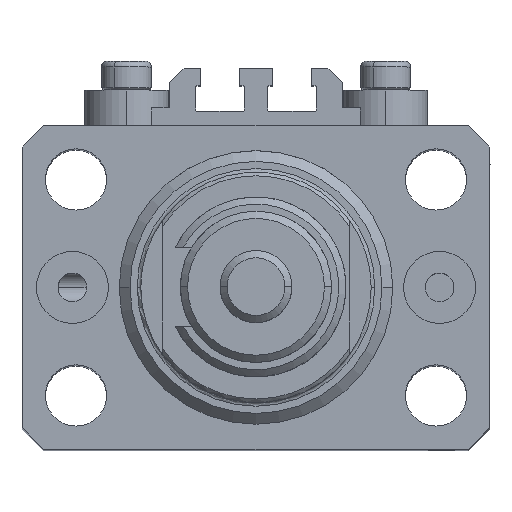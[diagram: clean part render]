
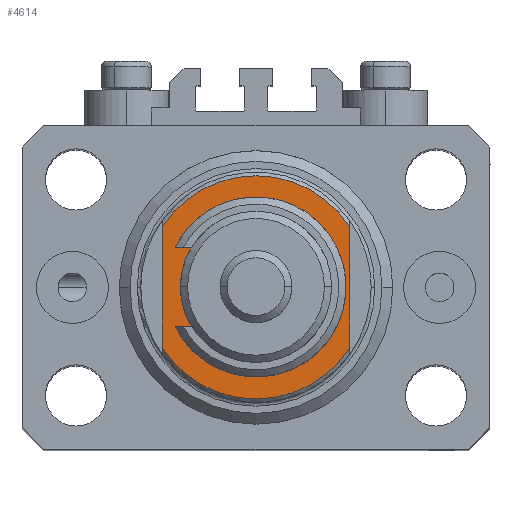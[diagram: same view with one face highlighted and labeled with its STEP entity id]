
A CAD part, top view. The second image highlights one B-rep face of the part: STEP entity #4614.
In plain terms, the highlighted face is planar.
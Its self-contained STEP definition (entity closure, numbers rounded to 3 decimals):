
#230 = ORIENTED_EDGE ( 'NONE', *, *, #15201, .T. ) ;
#413 = CARTESIAN_POINT ( 'NONE',  ( 13., -8.441, -6.5 ) ) ;
#903 = AXIS2_PLACEMENT_3D ( 'NONE', #12747, #4418, #8959 ) ;
#1742 = VERTEX_POINT ( 'NONE', #27993 ) ;
#1776 = EDGE_CURVE ( 'NONE', #1742, #26902, #20154, .T. ) ;
#2354 = ORIENTED_EDGE ( 'NONE', *, *, #1776, .F. ) ;
#4418 = DIRECTION ( 'NONE',  ( 0., 0., 1. ) ) ;
#4522 = CARTESIAN_POINT ( 'NONE',  ( 9.5, 0., -6.5 ) ) ;
#4614 = ADVANCED_FACE ( 'NONE', ( #42443, #11096 ), #50055, .T. ) ;
#4892 = ORIENTED_EDGE ( 'NONE', *, *, #9097, .T. ) ;
#5404 = CARTESIAN_POINT ( 'NONE',  ( 0., 0., -6.5 ) ) ;
#7302 = AXIS2_PLACEMENT_3D ( 'NONE', #5404, #32726, #48148 ) ;
#8604 = VECTOR ( 'NONE', #31810, 1000. ) ;
#8959 = DIRECTION ( 'NONE',  ( -1., 0., 0. ) ) ;
#9097 = EDGE_CURVE ( 'NONE', #47977, #27566, #21960, .T. ) ;
#11096 = FACE_OUTER_BOUND ( 'NONE', #35221, .T. ) ;
#11200 = ORIENTED_EDGE ( 'NONE', *, *, #15953, .T. ) ;
#12545 = ORIENTED_EDGE ( 'NONE', *, *, #28358, .T. ) ;
#12747 = CARTESIAN_POINT ( 'NONE',  ( 0., 0., -6.5 ) ) ;
#14103 = CARTESIAN_POINT ( 'NONE',  ( 13., -43.081, -6.5 ) ) ;
#14335 = ORIENTED_EDGE ( 'NONE', *, *, #26528, .T. ) ;
#15201 = EDGE_CURVE ( 'NONE', #27566, #26902, #45270, .T. ) ;
#15388 = DIRECTION ( 'NONE',  ( 0., 0., -1. ) ) ;
#15953 = EDGE_CURVE ( 'NONE', #18213, #21300, #49357, .T. ) ;
#16664 = CIRCLE ( 'NONE', #42507, 9.5 ) ;
#16986 = CARTESIAN_POINT ( 'NONE',  ( 0., 0., -6.5 ) ) ;
#18213 = VERTEX_POINT ( 'NONE', #4522 ) ;
#19886 = DIRECTION ( 'NONE',  ( -1., 0., 0. ) ) ;
#20154 = LINE ( 'NONE', #47481, #8604 ) ;
#20859 = VECTOR ( 'NONE', #25255, 1000. ) ;
#21300 = VERTEX_POINT ( 'NONE', #22440 ) ;
#21960 = LINE ( 'NONE', #14103, #20859 ) ;
#22169 = EDGE_LOOP ( 'NONE', ( #14335, #11200 ) ) ;
#22440 = CARTESIAN_POINT ( 'NONE',  ( -9.5, 0., -6.5 ) ) ;
#23183 = CARTESIAN_POINT ( 'NONE',  ( 0., 0., -6.5 ) ) ;
#25255 = DIRECTION ( 'NONE',  ( 0., -1., 0. ) ) ;
#26528 = EDGE_CURVE ( 'NONE', #21300, #18213, #16664, .T. ) ;
#26778 = DIRECTION ( 'NONE',  ( -1., 0., 0. ) ) ;
#26902 = VERTEX_POINT ( 'NONE', #41373 ) ;
#27566 = VERTEX_POINT ( 'NONE', #413 ) ;
#27993 = CARTESIAN_POINT ( 'NONE',  ( -13., 8.441, -6.5 ) ) ;
#28026 = AXIS2_PLACEMENT_3D ( 'NONE', #23183, #46216, #19886 ) ;
#28358 = EDGE_CURVE ( 'NONE', #1742, #47977, #42576, .T. ) ;
#29123 = DIRECTION ( 'NONE',  ( -1., 0., 0. ) ) ;
#31810 = DIRECTION ( 'NONE',  ( 0., -1., 0. ) ) ;
#31971 = CARTESIAN_POINT ( 'NONE',  ( 13., 8.441, -6.5 ) ) ;
#32726 = DIRECTION ( 'NONE',  ( 0., 0., -1. ) ) ;
#35221 = EDGE_LOOP ( 'NONE', ( #12545, #4892, #230, #2354 ) ) ;
#39397 = AXIS2_PLACEMENT_3D ( 'NONE', #41467, #15388, #26778 ) ;
#41373 = CARTESIAN_POINT ( 'NONE',  ( -13., -8.441, -6.5 ) ) ;
#41467 = CARTESIAN_POINT ( 'NONE',  ( 0., 0., -6.5 ) ) ;
#42443 = FACE_BOUND ( 'NONE', #22169, .T. ) ;
#42507 = AXIS2_PLACEMENT_3D ( 'NONE', #16986, #44046, #29123 ) ;
#42576 = CIRCLE ( 'NONE', #28026, 15.5 ) ;
#44046 = DIRECTION ( 'NONE',  ( 0., 0., 1. ) ) ;
#45270 = CIRCLE ( 'NONE', #7302, 15.5 ) ;
#46216 = DIRECTION ( 'NONE',  ( 0., 0., -1. ) ) ;
#47481 = CARTESIAN_POINT ( 'NONE',  ( -13., -43.081, -6.5 ) ) ;
#47977 = VERTEX_POINT ( 'NONE', #31971 ) ;
#48148 = DIRECTION ( 'NONE',  ( -1., 0., 0. ) ) ;
#49357 = CIRCLE ( 'NONE', #903, 9.5 ) ;
#50055 = PLANE ( 'NONE',  #39397 ) ;
